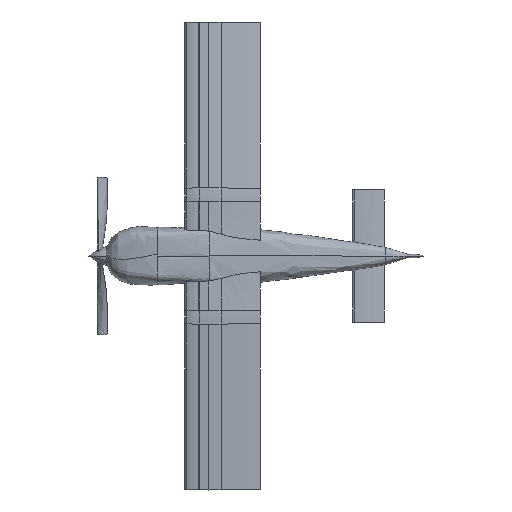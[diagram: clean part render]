
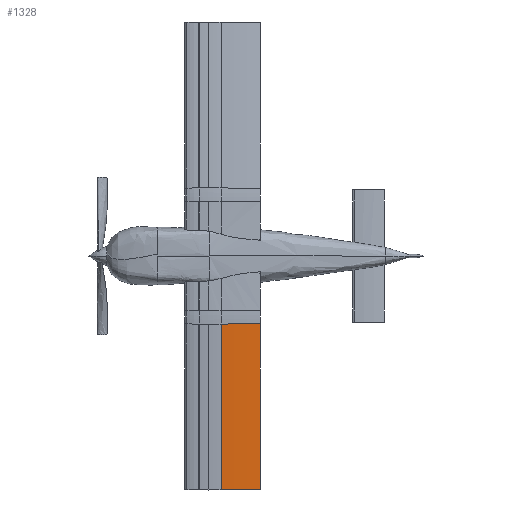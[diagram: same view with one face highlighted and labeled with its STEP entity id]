
A CAD part, front view. The second image highlights one B-rep face of the part: STEP entity #1328.
In plain terms, the highlighted cylindrical face has radius 1586.67 mm (diameter 3173.34 mm), a partial arc.
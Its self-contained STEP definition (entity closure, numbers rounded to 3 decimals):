
#383 = LINE ( 'NONE', #2621, #1220 ) ;
#780 = EDGE_CURVE ( 'NONE', #15693, #6870, #383, .T. ) ;
#1220 = VECTOR ( 'NONE', #14406, 1000. ) ;
#1328 = ADVANCED_FACE ( 'NONE', ( #7399 ), #3946, .T. ) ;
#1896 = DIRECTION ( 'NONE',  ( 1., 0., 0. ) ) ;
#1954 = DIRECTION ( 'NONE',  ( 1., 0., 0. ) ) ;
#2621 = CARTESIAN_POINT ( 'NONE',  ( 545.991, -65.016, -215.297 ) ) ;
#3266 = CARTESIAN_POINT ( 'NONE',  ( 347.004, 1547.27, -613.24 ) ) ;
#3832 = ORIENTED_EDGE ( 'NONE', *, *, #9059, .F. ) ;
#3946 = CYLINDRICAL_SURFACE ( 'NONE', #4392, 1586.669 ) ;
#4392 = AXIS2_PLACEMENT_3D ( 'NONE', #5773, #8041, #7072 ) ;
#4468 = DIRECTION ( 'NONE',  ( 0., -0.082, 0.997 ) ) ;
#5256 = ORIENTED_EDGE ( 'NONE', *, *, #13711, .T. ) ;
#5727 = AXIS2_PLACEMENT_3D ( 'NONE', #15305, #4468, #1954 ) ;
#5773 = CARTESIAN_POINT ( 'NONE',  ( 347.004, 1503.804, -85.972 ) ) ;
#5933 = DIRECTION ( 'NONE',  ( 0., -0.082, 0.997 ) ) ;
#6330 = VERTEX_POINT ( 'NONE', #16031 ) ;
#6870 = VERTEX_POINT ( 'NONE', #15743 ) ;
#7072 = DIRECTION ( 'NONE',  ( 0., -0.997, -0.082 ) ) ;
#7252 = AXIS2_PLACEMENT_3D ( 'NONE', #3266, #5933, #1896 ) ;
#7399 = FACE_OUTER_BOUND ( 'NONE', #9858, .T. ) ;
#7419 = CIRCLE ( 'NONE', #7252, 1586.669 ) ;
#7787 = CARTESIAN_POINT ( 'NONE',  ( 545.991, -65.016, -215.297 ) ) ;
#8041 = DIRECTION ( 'NONE',  ( 0., 0.082, -0.997 ) ) ;
#8244 = DIRECTION ( 'NONE',  ( 0., 0.082, -0.997 ) ) ;
#8273 = CARTESIAN_POINT ( 'NONE',  ( 421.171, -75.772, -216.184 ) ) ;
#9059 = EDGE_CURVE ( 'NONE', #16571, #15693, #15710, .T. ) ;
#9167 = EDGE_CURVE ( 'NONE', #6330, #6870, #7419, .T. ) ;
#9858 = EDGE_LOOP ( 'NONE', ( #13852, #10531, #3832, #5256 ) ) ;
#10531 = ORIENTED_EDGE ( 'NONE', *, *, #780, .F. ) ;
#11796 = VECTOR ( 'NONE', #8244, 1000. ) ;
#12259 = CARTESIAN_POINT ( 'NONE',  ( 421.171, -75.772, -216.184 ) ) ;
#13711 = EDGE_CURVE ( 'NONE', #16571, #6330, #16464, .T. ) ;
#13852 = ORIENTED_EDGE ( 'NONE', *, *, #9167, .T. ) ;
#14406 = DIRECTION ( 'NONE',  ( 0., 0.082, -0.997 ) ) ;
#15305 = CARTESIAN_POINT ( 'NONE',  ( 347.004, 1503.804, -85.972 ) ) ;
#15693 = VERTEX_POINT ( 'NONE', #7787 ) ;
#15710 = CIRCLE ( 'NONE', #5727, 1586.669 ) ;
#15743 = CARTESIAN_POINT ( 'NONE',  ( 545.991, -21.55, -742.565 ) ) ;
#16031 = CARTESIAN_POINT ( 'NONE',  ( 421.171, -32.307, -743.452 ) ) ;
#16464 = LINE ( 'NONE', #12259, #11796 ) ;
#16571 = VERTEX_POINT ( 'NONE', #8273 ) ;
